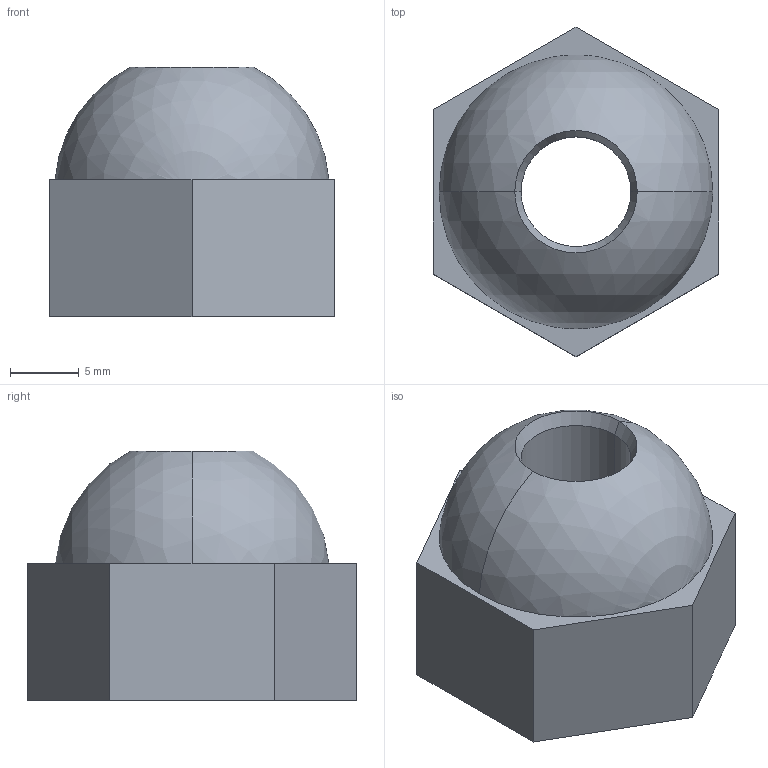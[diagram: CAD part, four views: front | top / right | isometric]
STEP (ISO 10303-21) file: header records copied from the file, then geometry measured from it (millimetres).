
FILE_DESCRIPTION (( 'STEP AP214' ), '1' );
FILE_NAME ('09_bit3.stp', '2020-02-06T04:16:32', ( '' ), ( '' ), 'SwSTEP 2.0', 'SolidWorks 2019', '' );
FILE_SCHEMA (( 'AUTOMOTIVE_DESIGN' ));
Length unit declared in the file: millimetre
Products named in the file (1): 09_bit3
Bounding box: 20.78 x 24 x 18.2 mm (x, y, z)
Volume: 2999.5 mm3; surface area: 2586.1 mm2
Topology: 1 solids, 1 shells, 33 faces, 86 edges, 56 vertices
Faces by surface type: cylinder 17, plane 9, bspline 3, cone 2, sphere 2
Entity records: 2339 total; most frequent: CARTESIAN_POINT 1589, ORIENTED_EDGE 172, DIRECTION 126, EDGE_CURVE 86, VERTEX_POINT 56, AXIS2_PLACEMENT_3D 45, LINE 36, VECTOR 36
